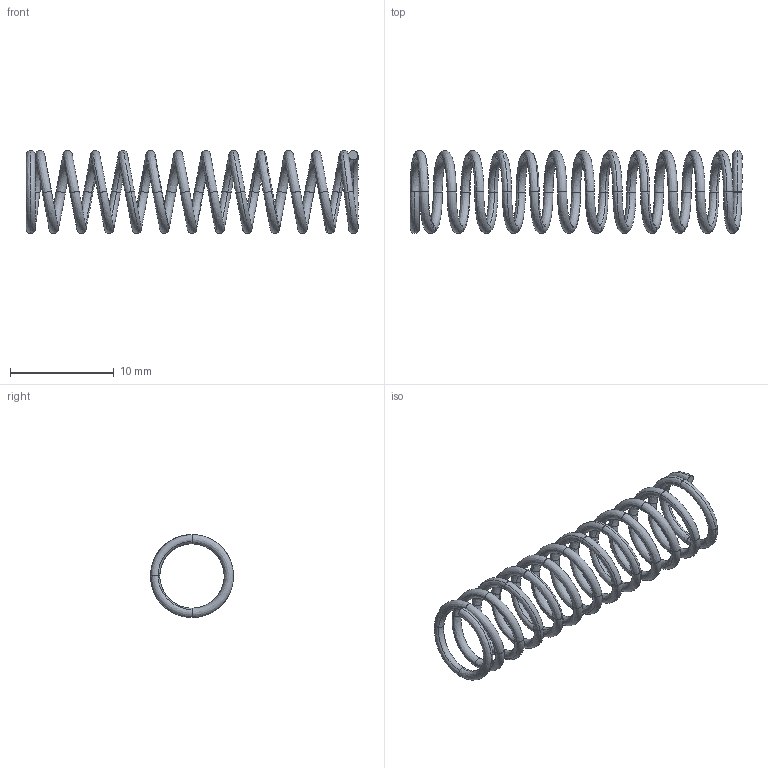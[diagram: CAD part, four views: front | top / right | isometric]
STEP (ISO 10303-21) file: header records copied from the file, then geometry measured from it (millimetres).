
FILE_DESCRIPTION( (''), '2;1');
FILE_NAME ('PC002.10632.TH_183_2_1093.stp','2025-08-18T19:09:01',(''),(''),'spGate 19.8.4 (****-****-****-****)','','');
FILE_SCHEMA (('AUTOMOTIVE_DESIGN'));
Length unit declared in the file: millimetre
Products named in the file (55): Assembly; PC002-prt0; PC002-prt1; PC002-prt2; PC002-prt3; PC002-prt4; PC002-prt5; PC002-prt6; PC002-prt7; PC002-prt8; PC002-prt9; PC002-prt10; PC002-prt11; PC002-prt12; PC002-prt13; PC002-prt14; PC002-prt15; PC002-prt16; PC002-prt17; PC002-prt18; PC002-prt19; PC002-prt20; PC002-prt21; PC002-prt22; PC002-prt23; PC002-prt24; PC002-prt25; PC002-prt26; PC002-prt27; PC002-prt28; PC002-prt29; PC002-prt30; PC002-prt31; PC002-prt32; PC002-prt33; PC002-prt34; PC002-prt35; PC002-prt36; PC002-prt37; PC002-prt38 ...
Assembly tree (54 placements, depth 2):
  Assembly
    PC002-prt0
    PC002-prt1
    PC002-prt2
    PC002-prt3
    PC002-prt4
    PC002-prt5
    PC002-prt6
    PC002-prt7
    PC002-prt8
    PC002-prt9
    PC002-prt10
    PC002-prt11
    PC002-prt12
    PC002-prt13
    PC002-prt14
    PC002-prt15
    PC002-prt16
    PC002-prt17
    PC002-prt18
    PC002-prt19
    PC002-prt20
    PC002-prt21
    PC002-prt22
    PC002-prt23
    PC002-prt24
    PC002-prt25
    PC002-prt26
    PC002-prt27
    PC002-prt28
    PC002-prt29
    PC002-prt30
    PC002-prt31
    PC002-prt32
    PC002-prt33
    PC002-prt34
    PC002-prt35
    PC002-prt36
    PC002-prt37
    PC002-prt38
    PC002-prt39
    PC002-prt40
    PC002-prt41
    PC002-prt42
    PC002-prt43
    PC002-prt44
    PC002-prt45
    PC002-prt46
    PC002-prt47
    PC002-prt48
    PC002-prt49
    PC002-prt50
    PC002-prt51
    PC002-prt52
    unit_M4
Bounding box: 32 x 8 x 8 mm (x, y, z)
Volume: 182.9 mm3; surface area: 821 mm2
Topology: 1 solids, 1 shells, 102 faces, 257 edges, 209 vertices
Faces by surface type: bspline 100, plane 2
Entity records: 9640 total; most frequent: CARTESIAN_POINT 5149, ORIENTED_EDGE 408, COLOUR_RGB 360, PRESENTATION_STYLE_ASSIGNMENT 360, STYLED_ITEM 360, DRAUGHTING_PRE_DEFINED_CURVE_FONT 257, CURVE_STYLE 257, DIRECTION 242
